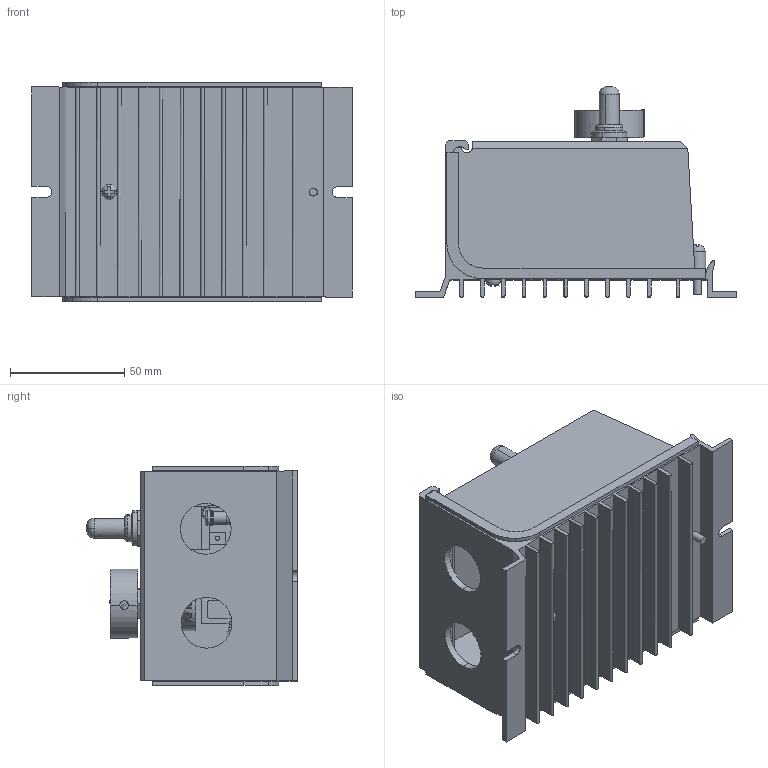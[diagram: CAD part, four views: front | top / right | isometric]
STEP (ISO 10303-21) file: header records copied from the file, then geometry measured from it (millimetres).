
FILE_DESCRIPTION (( 'STEP AP214' ), '1' );
FILE_NAME ('GSD3-24A-3N4.STEP', '2015-05-04T20:09:26', ( '' ), ( '' ), 'SwSTEP 2.0', 'SolidWorks 2014', '' );
FILE_SCHEMA (( 'AUTOMOTIVE_DESIGN' ));
Length unit declared in the file: inch
Products named in the file (45): SOT23; R13; DIOM_SMA; RESR5-1270X920X2540; SOIC8; Board; SMT_DI_SOD-123_IPC; LXKNOB; TH_CAP_AXIAL_20S-16L-8D-8.2H; LX71; DIODE_AXIAL_12.7S-9.5L-5.3D-5.4H; Screw_NO6-TypeF-19mm; RES_1_2WATT_VERTICAL_3.05S-3.05D-10.5H; HDS8SL3_8SZ; CAP_3216_TANT; HDNSW1; Nut-Speedpot; CAP_6032_TANT; HDRAD43A; Speedpot_Lockwasher; RESA_2753.3_x_130; HDN632KPGN_6-32 Hex kepsnut green oxidize (lockwasher); Speedpot_Knob; Open CASCADE STEP translator 6.2 15.7.7.1; HDN632HGN_6-32 Hex nut green oxidize; Speed_Pot; Screw_NO6-Green-TypeB-12.70mm; SW250SEAL; CP4910; A-4-2705; 15DVE SERIES ENCLOSURE; D6; RESV_3WATT_VERTICAL TALL (1.000); 15 SERIES METAL; D7; Free-Models; Q4; POT_CA9M-STANDUP; GSD3-24A-3N4; Q5 ...
Assembly tree (77 placements, depth 5):
  GSD3-24A-3N4
    15 SERIES METAL
    15DVE SERIES ENCLOSURE
    SW250SEAL
    Speed_Pot
    Speedpot_Knob
    Speedpot_Lockwasher
    Nut-Speedpot
    HDS8SL3_8SZ
    Screw_NO6-TypeF-19mm
    LX71
    LXKNOB
    A-4-2705
      Board
      R13
        RESR5-1270X920X2540
      Q5
        TO-220AB-FLAT-_150P-P
          Open CASCADE STEP translator 6.2 15.3.1.1
      Q4
        TO-220AB-FLAT-_150P-P
          Open CASCADE STEP translator 6.2 15.3.1.1
      D7
        TO-220AB-FLAT-_150P-P
          Open CASCADE STEP translator 6.2 15.3.1.1
      D6
        TO-220AB-FLAT-_150P-P
          Open CASCADE STEP translator 6.2 15.3.1.1
      Free-Models
        CP4910  x6
        RESA_2753.3_x_130
          Open CASCADE STEP translator 6.2 15.7.7.1
        CAP_6032_TANT
        CAP_3216_TANT
        RES_1_2WATT_VERTICAL_3.05S-3.05D-10.5H  x2
        DIODE_AXIAL_12.7S-9.5L-5.3D-5.4H
        TH_CAP_AXIAL_20S-16L-8D-8.2H
        SMT_DI_SOD-123_IPC
        SOIC8
        DIOM_SMA  x6
        SOT23  x5
        1206_CAP  x3
        1206  x7
        VARR500-890X440  x3
        POT_CA9M-STANDUP  x3
      RESV_3WATT_VERTICAL TALL (1.000)
    Screw_NO6-Green-TypeB-12.70mm
    HDN632HGN_6-32 Hex nut green oxidize
    HDN632KPGN_6-32 Hex kepsnut green oxidize (lockwasher)
    HDRAD43A  x4
    HDNSW1
Bounding box: 140.56 x 92.35 x 96.13 mm (x, y, z)
Volume: 206235.4 mm3; surface area: 160360.3 mm2
Topology: 118 solids, 118 shells, 3763 faces, 9834 edges, 6435 vertices
Faces by surface type: plane 2384, cylinder 1159, torus 112, bspline 76, cone 26, sphere 6
Entity records: 104751 total; most frequent: CARTESIAN_POINT 34686, DIRECTION 11306, ORIENTED_EDGE 11294, EDGE_CURVE 5647, AXIS2_PLACEMENT_3D 3930, VERTEX_POINT 3682, VECTOR 3446, LINE 3446
